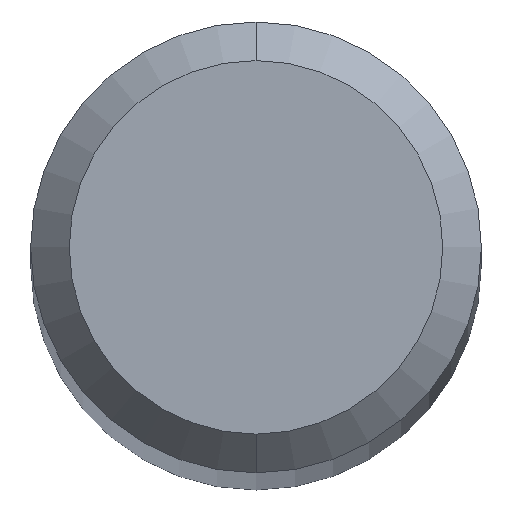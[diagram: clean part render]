
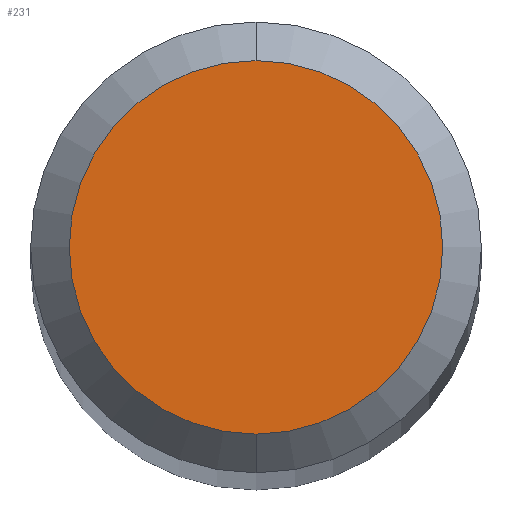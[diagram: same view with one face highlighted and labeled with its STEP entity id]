
A CAD part, top view. The second image highlights one B-rep face of the part: STEP entity #231.
In plain terms, the highlighted planar face has unit normal (0, 0, 1).
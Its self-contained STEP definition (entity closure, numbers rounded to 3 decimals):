
#231=ADVANCED_FACE('',(#618),#619,.T.);
#355=EDGE_CURVE('',#365,#535,#754,.T.);
#365=VERTEX_POINT('',#766);
#393=EDGE_CURVE('',#535,#365,#799,.T.);
#535=VERTEX_POINT('',#955);
#618=FACE_OUTER_BOUND('',#1047,.T.);
#619=PLANE('',#1048);
#754=CIRCLE('',#1312,1.45);
#766=CARTESIAN_POINT('',(0.0,1.45,0.0));
#799=CIRCLE('',#1420,1.45);
#955=CARTESIAN_POINT('',(0.,-1.45,0.0));
#1047=EDGE_LOOP('',(#1783,#1784));
#1048=AXIS2_PLACEMENT_3D('',#1785,#1786,#1787);
#1312=AXIS2_PLACEMENT_3D('',#1934,#1935,#1936);
#1420=AXIS2_PLACEMENT_3D('',#2001,#2002,#2003);
#1783=ORIENTED_EDGE('',*,*,#355,.F.);
#1784=ORIENTED_EDGE('',*,*,#393,.F.);
#1785=CARTESIAN_POINT('',(0.0,0.725,0.0));
#1786=DIRECTION('',(-0.0,0.0,1.0));
#1787=DIRECTION('',(0.0,-1.0,0.0));
#1934=CARTESIAN_POINT('',(0.0,0.0,0.0));
#1935=DIRECTION('',(0.0,0.0,-1.0));
#1936=DIRECTION('',(0.0,1.0,0.0));
#2001=CARTESIAN_POINT('',(0.0,0.0,0.0));
#2002=DIRECTION('',(0.0,0.0,-1.0));
#2003=DIRECTION('',(0.0,1.0,0.0));
